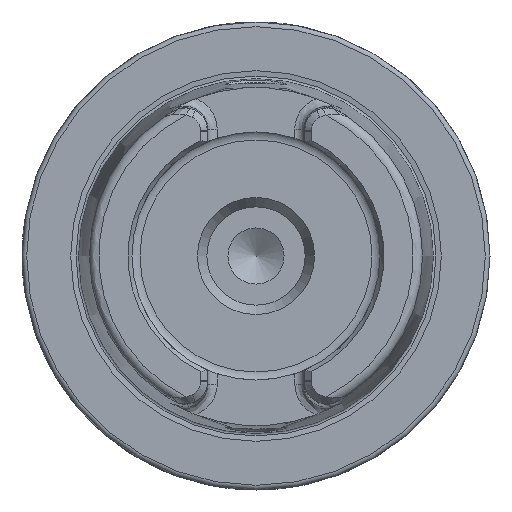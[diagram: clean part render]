
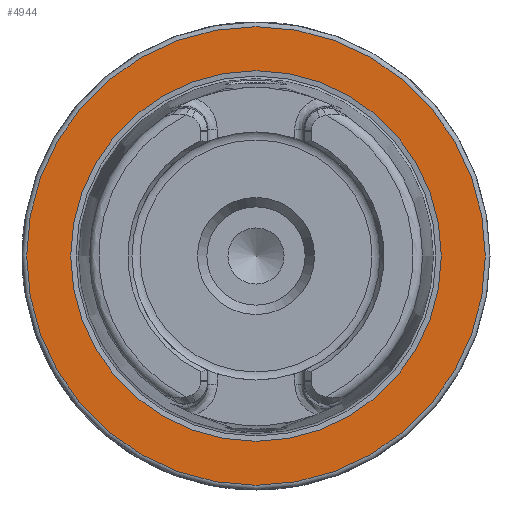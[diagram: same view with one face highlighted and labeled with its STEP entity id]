
A CAD part, left-side view. The second image highlights one B-rep face of the part: STEP entity #4944.
In plain terms, the highlighted planar face has unit normal (-1, 0, 0).
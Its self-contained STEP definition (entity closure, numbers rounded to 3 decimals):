
#133=FACE_BOUND('',#925,.T.);
#354=CIRCLE('',#5377,39.587);
#355=CIRCLE('',#5378,39.587);
#356=CIRCLE('',#5380,49.);
#357=CIRCLE('',#5381,49.);
#619=FACE_OUTER_BOUND('',#924,.T.);
#924=EDGE_LOOP('',(#4148,#4149));
#925=EDGE_LOOP('',(#4150,#4151));
#2247=VERTEX_POINT('',#11345);
#2248=VERTEX_POINT('',#11347);
#2249=VERTEX_POINT('',#11351);
#2250=VERTEX_POINT('',#11352);
#2901=EDGE_CURVE('',#2248,#2247,#354,.T.);
#2902=EDGE_CURVE('',#2247,#2248,#355,.T.);
#2903=EDGE_CURVE('',#2249,#2250,#356,.T.);
#2904=EDGE_CURVE('',#2250,#2249,#357,.T.);
#4148=ORIENTED_EDGE('',*,*,#2903,.F.);
#4149=ORIENTED_EDGE('',*,*,#2904,.F.);
#4150=ORIENTED_EDGE('',*,*,#2901,.T.);
#4151=ORIENTED_EDGE('',*,*,#2902,.T.);
#4676=PLANE('',#5379);
#4944=ADVANCED_FACE('',(#619,#133),#4676,.T.);
#5377=AXIS2_PLACEMENT_3D('',#11348,#6341,#6342);
#5378=AXIS2_PLACEMENT_3D('',#11349,#6343,#6344);
#5379=AXIS2_PLACEMENT_3D('',#11350,#6345,#6346);
#5380=AXIS2_PLACEMENT_3D('',#11353,#6347,#6348);
#5381=AXIS2_PLACEMENT_3D('',#11354,#6349,#6350);
#6341=DIRECTION('center_axis',(1.,0.,0.));
#6342=DIRECTION('ref_axis',(0.,0.,-1.));
#6343=DIRECTION('center_axis',(1.,0.,0.));
#6344=DIRECTION('ref_axis',(0.,0.,-1.));
#6345=DIRECTION('center_axis',(-1.,0.,0.));
#6346=DIRECTION('ref_axis',(0.,0.,1.));
#6347=DIRECTION('center_axis',(1.,0.,0.));
#6348=DIRECTION('ref_axis',(0.,0.,-1.));
#6349=DIRECTION('center_axis',(1.,0.,0.));
#6350=DIRECTION('ref_axis',(0.,0.,-1.));
#11345=CARTESIAN_POINT('',(0.,-39.587,0.));
#11347=CARTESIAN_POINT('',(0.,39.587,0.));
#11348=CARTESIAN_POINT('Origin',(0.,0.,0.));
#11349=CARTESIAN_POINT('Origin',(0.,0.,0.));
#11350=CARTESIAN_POINT('Origin',(0.,49.,
0.));
#11351=CARTESIAN_POINT('',(0.,49.,0.));
#11352=CARTESIAN_POINT('',(0.,0.,
49.));
#11353=CARTESIAN_POINT('Origin',(0.,0.,0.));
#11354=CARTESIAN_POINT('Origin',(0.,0.,0.));
